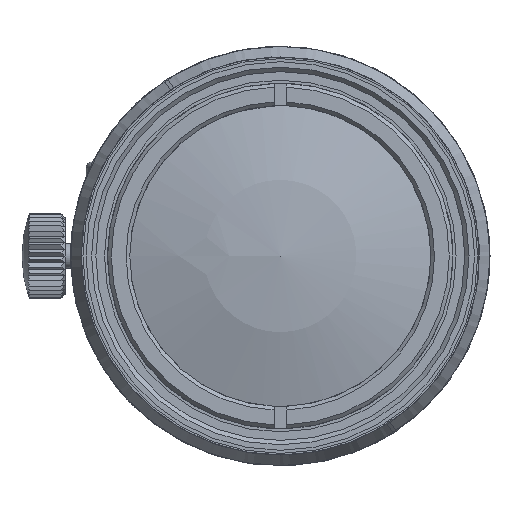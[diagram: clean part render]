
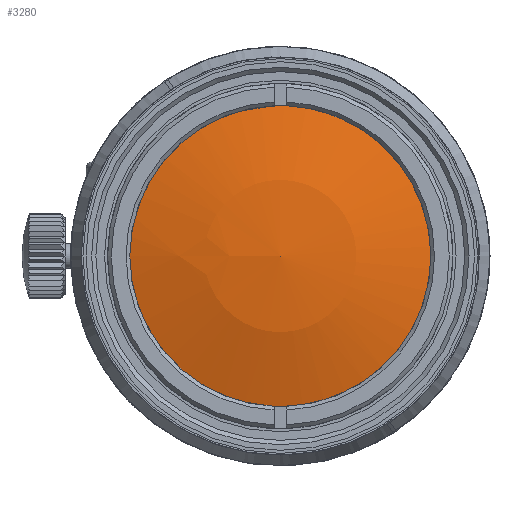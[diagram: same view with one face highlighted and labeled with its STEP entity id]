
A CAD part, left-side view. The second image highlights one B-rep face of the part: STEP entity #3280.
In plain terms, the highlighted spherical face has radius 40.05 mm.
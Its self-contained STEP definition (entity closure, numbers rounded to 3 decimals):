
#126=SPHERICAL_SURFACE('',#13476,40.05);
#431=B_SPLINE_CURVE_WITH_KNOTS('',3,(#20630,#20631,#20632,#20633,#20634,
#20635,#20636,#20637,#20638,#20639,#20640,#20641,#20642,#20643,#20644,#20645,
#20646,#20647),.UNSPECIFIED.,.T.,.F.,(2,2,2,2,2,2,2,2,2,2,2),(-0.125,0.,
0.125,0.25,0.375,0.5,0.625,0.75,0.875,1.,1.125),.UNSPECIFIED.);
#1758=FACE_OUTER_BOUND('',#4725,.T.);
#3280=ADVANCED_FACE('',(#1758),#126,.T.);
#4725=EDGE_LOOP('',(#7218));
#7218=ORIENTED_EDGE('',*,*,#11428,.T.);
#9565=VERTEX_POINT('',#20648);
#11428=EDGE_CURVE('',#9565,#9565,#431,.T.);
#13476=AXIS2_PLACEMENT_3D('',#20659,#15741,#15742);
#15741=DIRECTION('',(1.,0.,0.));
#15742=DIRECTION('',(0.,1.,0.));
#20630=CARTESIAN_POINT('',(-57.033,12.2,3.194));
#20631=CARTESIAN_POINT('',(-57.033,12.2,-3.194));
#20632=CARTESIAN_POINT('',(-57.033,10.885,-6.368));
#20633=CARTESIAN_POINT('',(-57.033,6.368,-10.885));
#20634=CARTESIAN_POINT('',(-57.033,3.194,-12.2));
#20635=CARTESIAN_POINT('',(-57.033,-3.194,-12.2));
#20636=CARTESIAN_POINT('',(-57.033,-6.368,-10.885));
#20637=CARTESIAN_POINT('',(-57.033,-10.885,-6.368));
#20638=CARTESIAN_POINT('',(-57.033,-12.2,-3.194));
#20639=CARTESIAN_POINT('',(-57.033,-12.2,3.194));
#20640=CARTESIAN_POINT('',(-57.033,-10.885,6.368));
#20641=CARTESIAN_POINT('',(-57.033,-6.368,10.885));
#20642=CARTESIAN_POINT('',(-57.033,-3.194,12.2));
#20643=CARTESIAN_POINT('',(-57.033,3.194,12.2));
#20644=CARTESIAN_POINT('',(-57.033,6.368,10.885));
#20645=CARTESIAN_POINT('',(-57.033,10.885,6.368));
#20646=CARTESIAN_POINT('',(-57.033,12.2,3.194));
#20647=CARTESIAN_POINT('',(-57.033,12.2,-3.194));
#20648=CARTESIAN_POINT('',(-57.033,12.2,0.));
#20659=CARTESIAN_POINT('',(-18.887,0.,0.));
